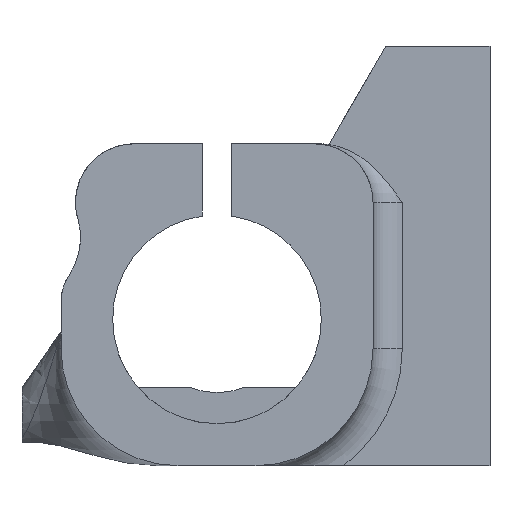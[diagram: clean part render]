
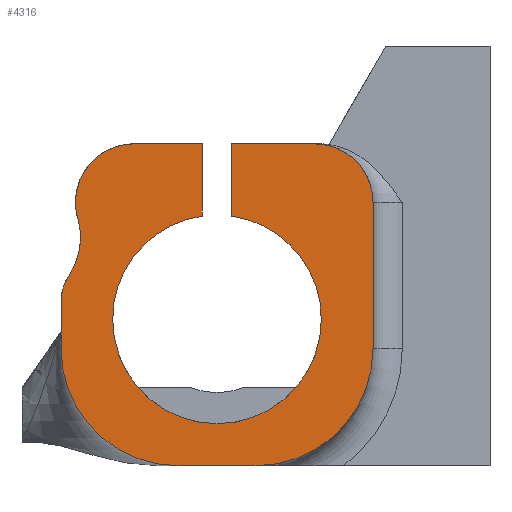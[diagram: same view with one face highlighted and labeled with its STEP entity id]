
A CAD part, front view. The second image highlights one B-rep face of the part: STEP entity #4316.
In plain terms, the highlighted planar face has unit normal (0, -1, 0).
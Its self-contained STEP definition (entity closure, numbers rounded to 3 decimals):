
#766=CARTESIAN_POINT('Axis2P3D Location',(-28.,-16.,15.)) ;
#770=CARTESIAN_POINT('Vertex',(-26.5,-16.,25.594)) ;
#772=CARTESIAN_POINT('Vertex',(-17.3,-16.,15.)) ;
#845=CARTESIAN_POINT('Vertex',(-29.5,-16.,26.225)) ;
#850=CARTESIAN_POINT('Axis2P3D Location',(-35.5,-16.,26.225)) ;
#854=CARTESIAN_POINT('Vertex',(-29.534,-16.,25.59)) ;
#883=CARTESIAN_POINT('Axis2P3D Location',(-28.,-16.,15.)) ;
#887=CARTESIAN_POINT('Vertex',(-38.7,-16.,15.)) ;
#942=CARTESIAN_POINT('Axis2P3D Location',(-28.,-16.,15.)) ;
#1433=CARTESIAN_POINT('Line Origine',(-26.5,-16.,29.297)) ;
#1437=CARTESIAN_POINT('Vertex',(-26.5,-16.,33.)) ;
#1485=CARTESIAN_POINT('Vertex',(-29.5,-16.,33.)) ;
#1488=CARTESIAN_POINT('Line Origine',(-29.5,-16.,29.612)) ;
#1686=CARTESIAN_POINT('Vertex',(-44.,-16.,12.)) ;
#1702=CARTESIAN_POINT('Vertex',(-32.,-16.,0.)) ;
#1705=CARTESIAN_POINT('Axis2P3D Location',(-32.,-16.,12.)) ;
#1981=CARTESIAN_POINT('Vertex',(-36.509,-16.,33.)) ;
#1984=CARTESIAN_POINT('Line Origine',(-33.004,-16.,33.)) ;
#2563=CARTESIAN_POINT('Vertex',(-42.274,-16.,25.338)) ;
#2566=CARTESIAN_POINT('Axis2P3D Location',(-36.509,-16.,27.)) ;
#2661=CARTESIAN_POINT('Vertex',(-43.167,-16.,19.53)) ;
#2664=CARTESIAN_POINT('Axis2P3D Location',(-49.,-16.,23.399)) ;
#2689=CARTESIAN_POINT('Vertex',(-44.,-16.,16.766)) ;
#2692=CARTESIAN_POINT('Axis2P3D Location',(-39.,-16.,16.766)) ;
#3057=CARTESIAN_POINT('Vertex',(-24.,-16.,0.)) ;
#3060=CARTESIAN_POINT('Line Origine',(-28.,-16.,0.)) ;
#3119=CARTESIAN_POINT('Vertex',(-12.,-16.,12.)) ;
#3122=CARTESIAN_POINT('Axis2P3D Location',(-24.,-16.,12.)) ;
#3561=CARTESIAN_POINT('Line Origine',(-44.,-16.,12.856)) ;
#3565=CARTESIAN_POINT('Vertex',(-44.,-16.,13.713)) ;
#3568=CARTESIAN_POINT('Line Origine',(-44.,-16.,15.239)) ;
#4272=CARTESIAN_POINT('Axis2P3D Location',(-12.,-16.,33.)) ;
#4277=CARTESIAN_POINT('Axis2P3D Location',(-18.,-16.,27.)) ;
#4281=CARTESIAN_POINT('Vertex',(-18.,-16.,33.)) ;
#4283=CARTESIAN_POINT('Vertex',(-12.,-16.,27.)) ;
#4286=CARTESIAN_POINT('Line Origine',(-22.25,-16.,33.)) ;
#4291=CARTESIAN_POINT('Line Origine',(-12.,-16.,19.5)) ;
#767=DIRECTION('Axis2P3D Direction',(0.,1.,-0.)) ;
#851=DIRECTION('Axis2P3D Direction',(0.,-1.,0.)) ;
#884=DIRECTION('Axis2P3D Direction',(0.,1.,-0.)) ;
#943=DIRECTION('Axis2P3D Direction',(0.,1.,-0.)) ;
#1434=DIRECTION('Vector Direction',(0.,0.,1.)) ;
#1489=DIRECTION('Vector Direction',(0.,0.,-1.)) ;
#1706=DIRECTION('Axis2P3D Direction',(0.,-1.,0.)) ;
#1985=DIRECTION('Vector Direction',(-1.,0.,0.)) ;
#2567=DIRECTION('Axis2P3D Direction',(0.,1.,0.)) ;
#2665=DIRECTION('Axis2P3D Direction',(0.,1.,-0.)) ;
#2693=DIRECTION('Axis2P3D Direction',(0.,-1.,0.)) ;
#3061=DIRECTION('Vector Direction',(1.,0.,0.)) ;
#3123=DIRECTION('Axis2P3D Direction',(0.,-1.,0.)) ;
#3562=DIRECTION('Vector Direction',(0.,0.,-1.)) ;
#3569=DIRECTION('Vector Direction',(0.,0.,-1.)) ;
#4273=DIRECTION('Axis2P3D Direction',(0.,1.,0.)) ;
#4274=DIRECTION('Axis2P3D XDirection',(0.,0.,-1.)) ;
#4278=DIRECTION('Axis2P3D Direction',(0.,1.,0.)) ;
#4287=DIRECTION('Vector Direction',(-1.,0.,0.)) ;
#4292=DIRECTION('Vector Direction',(0.,0.,1.)) ;
#768=AXIS2_PLACEMENT_3D('Circle Axis2P3D',#766,#767,$) ;
#852=AXIS2_PLACEMENT_3D('Circle Axis2P3D',#850,#851,$) ;
#885=AXIS2_PLACEMENT_3D('Circle Axis2P3D',#883,#884,$) ;
#944=AXIS2_PLACEMENT_3D('Circle Axis2P3D',#942,#943,$) ;
#1707=AXIS2_PLACEMENT_3D('Circle Axis2P3D',#1705,#1706,$) ;
#2568=AXIS2_PLACEMENT_3D('Circle Axis2P3D',#2566,#2567,$) ;
#2666=AXIS2_PLACEMENT_3D('Circle Axis2P3D',#2664,#2665,$) ;
#2694=AXIS2_PLACEMENT_3D('Circle Axis2P3D',#2692,#2693,$) ;
#3124=AXIS2_PLACEMENT_3D('Circle Axis2P3D',#3122,#3123,$) ;
#4275=AXIS2_PLACEMENT_3D('Plane Axis2P3D',#4272,#4273,#4274) ;
#4279=AXIS2_PLACEMENT_3D('Circle Axis2P3D',#4277,#4278,$) ;
#4297=ORIENTED_EDGE('',*,*,#4285,.F.) ;
#4298=ORIENTED_EDGE('',*,*,#4290,.T.) ;
#4299=ORIENTED_EDGE('',*,*,#1439,.T.) ;
#4300=ORIENTED_EDGE('',*,*,#774,.T.) ;
#4301=ORIENTED_EDGE('',*,*,#946,.T.) ;
#4302=ORIENTED_EDGE('',*,*,#889,.T.) ;
#4303=ORIENTED_EDGE('',*,*,#856,.F.) ;
#4304=ORIENTED_EDGE('',*,*,#1492,.T.) ;
#4305=ORIENTED_EDGE('',*,*,#1988,.T.) ;
#4306=ORIENTED_EDGE('',*,*,#2570,.F.) ;
#4307=ORIENTED_EDGE('',*,*,#2668,.T.) ;
#4308=ORIENTED_EDGE('',*,*,#2696,.F.) ;
#4309=ORIENTED_EDGE('',*,*,#3572,.T.) ;
#4310=ORIENTED_EDGE('',*,*,#3567,.T.) ;
#4311=ORIENTED_EDGE('',*,*,#1709,.F.) ;
#4312=ORIENTED_EDGE('',*,*,#3064,.T.) ;
#4313=ORIENTED_EDGE('',*,*,#3126,.F.) ;
#4314=ORIENTED_EDGE('',*,*,#4295,.T.) ;
#1435=VECTOR('Line Direction',#1434,1.) ;
#1490=VECTOR('Line Direction',#1489,1.) ;
#1986=VECTOR('Line Direction',#1985,1.) ;
#3062=VECTOR('Line Direction',#3061,1.) ;
#3563=VECTOR('Line Direction',#3562,1.) ;
#3570=VECTOR('Line Direction',#3569,1.) ;
#4288=VECTOR('Line Direction',#4287,1.) ;
#4293=VECTOR('Line Direction',#4292,1.) ;
#4316=ADVANCED_FACE('Corps principal',(#4315),#4276,.F.) ;
#769=CIRCLE('generated circle',#768,10.7) ;
#853=CIRCLE('generated circle',#852,6.) ;
#886=CIRCLE('generated circle',#885,10.7) ;
#945=CIRCLE('generated circle',#944,10.7) ;
#1708=CIRCLE('generated circle',#1707,12.) ;
#2569=CIRCLE('generated circle',#2568,6.) ;
#2667=CIRCLE('generated circle',#2666,7.) ;
#2695=CIRCLE('generated circle',#2694,5.) ;
#3125=CIRCLE('generated circle',#3124,12.) ;
#4280=CIRCLE('generated circle',#4279,6.) ;
#774=EDGE_CURVE('',#771,#773,#769,.T.) ;
#856=EDGE_CURVE('',#846,#855,#853,.F.) ;
#889=EDGE_CURVE('',#888,#855,#886,.T.) ;
#946=EDGE_CURVE('',#773,#888,#945,.T.) ;
#1439=EDGE_CURVE('',#1438,#771,#1436,.F.) ;
#1492=EDGE_CURVE('',#846,#1486,#1491,.F.) ;
#1709=EDGE_CURVE('',#1703,#1687,#1708,.F.) ;
#1988=EDGE_CURVE('',#1486,#1982,#1987,.T.) ;
#2570=EDGE_CURVE('',#2564,#1982,#2569,.T.) ;
#2668=EDGE_CURVE('',#2564,#2662,#2667,.T.) ;
#2696=EDGE_CURVE('',#2690,#2662,#2695,.F.) ;
#3064=EDGE_CURVE('',#1703,#3058,#3063,.T.) ;
#3126=EDGE_CURVE('',#3120,#3058,#3125,.F.) ;
#3567=EDGE_CURVE('',#3566,#1687,#3564,.T.) ;
#3572=EDGE_CURVE('',#2690,#3566,#3571,.T.) ;
#4285=EDGE_CURVE('',#4282,#4284,#4280,.T.) ;
#4290=EDGE_CURVE('',#4282,#1438,#4289,.T.) ;
#4295=EDGE_CURVE('',#3120,#4284,#4294,.T.) ;
#4296=EDGE_LOOP('',(#4297,#4298,#4299,#4300,#4301,#4302,#4303,#4304,#4305,#4306,#4307,#4308,#4309,#4310,#4311,#4312,#4313,#4314)) ;
#4315=FACE_OUTER_BOUND('',#4296,.T.) ;
#1436=LINE('Line',#1433,#1435) ;
#1491=LINE('Line',#1488,#1490) ;
#1987=LINE('Line',#1984,#1986) ;
#3063=LINE('Line',#3060,#3062) ;
#3564=LINE('Line',#3561,#3563) ;
#3571=LINE('Line',#3568,#3570) ;
#4289=LINE('Line',#4286,#4288) ;
#4294=LINE('Line',#4291,#4293) ;
#4276=PLANE('',#4275) ;
#771=VERTEX_POINT('',#770) ;
#773=VERTEX_POINT('',#772) ;
#846=VERTEX_POINT('',#845) ;
#855=VERTEX_POINT('',#854) ;
#888=VERTEX_POINT('',#887) ;
#1438=VERTEX_POINT('',#1437) ;
#1486=VERTEX_POINT('',#1485) ;
#1687=VERTEX_POINT('',#1686) ;
#1703=VERTEX_POINT('',#1702) ;
#1982=VERTEX_POINT('',#1981) ;
#2564=VERTEX_POINT('',#2563) ;
#2662=VERTEX_POINT('',#2661) ;
#2690=VERTEX_POINT('',#2689) ;
#3058=VERTEX_POINT('',#3057) ;
#3120=VERTEX_POINT('',#3119) ;
#3566=VERTEX_POINT('',#3565) ;
#4282=VERTEX_POINT('',#4281) ;
#4284=VERTEX_POINT('',#4283) ;
